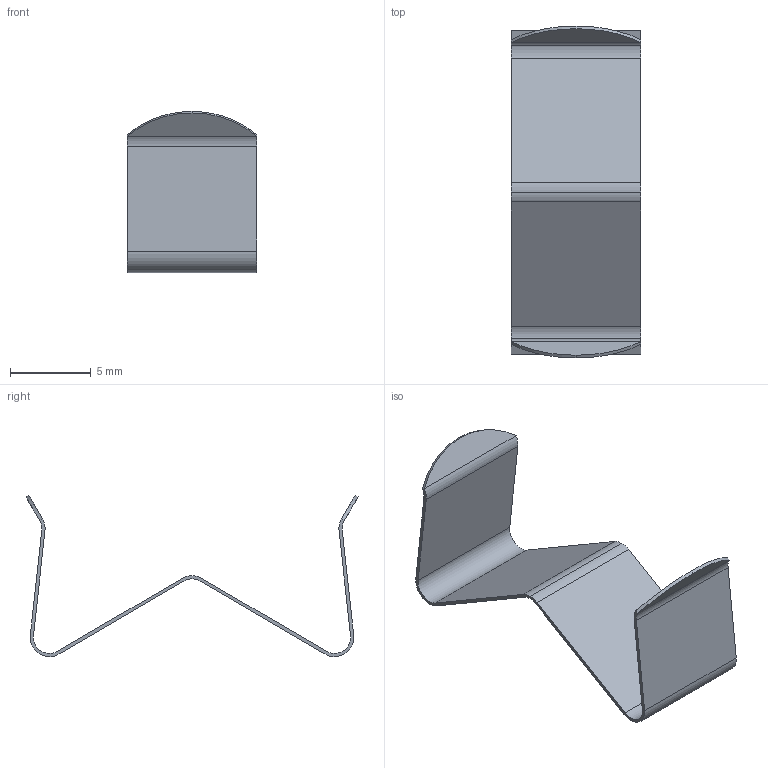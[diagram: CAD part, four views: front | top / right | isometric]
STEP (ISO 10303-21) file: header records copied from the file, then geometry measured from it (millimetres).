
FILE_DESCRIPTION (( 'STEP AP203' ), '1' );
FILE_NAME ('412516669_c_1.STEP', '2023-01-30T00:53:45', ( '' ), ( '' ), 'SwSTEP 2.0', 'SolidWorks 2014', '' );
FILE_SCHEMA (( 'CONFIG_CONTROL_DESIGN' ));
Length unit declared in the file: millimetre
Products named in the file (1): 412516669_c_1
Bounding box: 8 x 20.5 x 9.96 mm (x, y, z)
Volume: 64.9 mm3; surface area: 667.9 mm2
Topology: 1 solids, 1 shells, 29 faces, 73 edges, 46 vertices
Faces by surface type: cylinder 15, plane 14
Entity records: 950 total; most frequent: DIRECTION 163, CARTESIAN_POINT 149, ORIENTED_EDGE 146, EDGE_CURVE 73, AXIS2_PLACEMENT_3D 60, VERTEX_POINT 46, LINE 43, VECTOR 43
